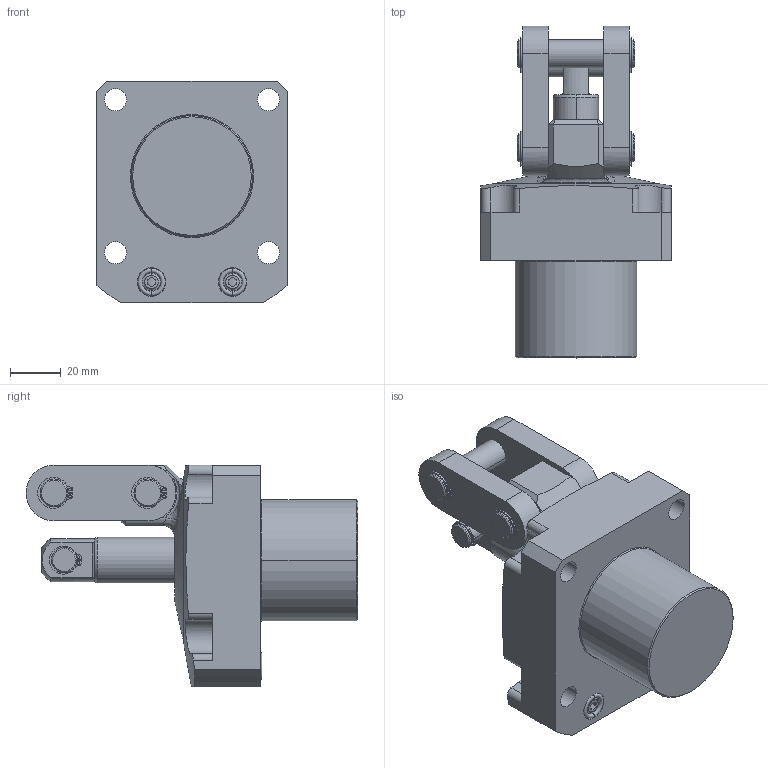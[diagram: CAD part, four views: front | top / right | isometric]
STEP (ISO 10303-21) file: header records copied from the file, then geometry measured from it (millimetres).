
FILE_DESCRIPTION((''),'2;1');
FILE_NAME('ILC16322200','2023-03-14T10:23:02',('rkuestersteffen'),(''),'CREO PARAMETRIC BY PTC INC, 2021164','CREO PARAMETRIC BY PTC INC, 2021164','');
FILE_SCHEMA(('AUTOMOTIVE_DESIGN { 1 0 10303 214 1 1 1 1 }'));
Length unit declared in the file: inch
Products named in the file (3): ILC16322200_BODY; ILC16322200_LUG; ILC16322200
Assembly tree (2 placements, depth 2):
  ILC16322200
    ILC16322200_BODY
    ILC16322200_LUG
Bounding box: 75.01 x 130.81 x 87.51 mm (x, y, z)
Volume: 303865 mm3; surface area: 56180.3 mm2
Topology: 2 solids, 8 shells, 376 faces, 950 edges, 612 vertices
Faces by surface type: cylinder 171, plane 130, cone 39, torus 26, sphere 6, bspline 4
Entity records: 15676 total; most frequent: CARTESIAN_POINT 2758, DIRECTION 2198, ORIENTED_EDGE 1884, PRESENTATION_STYLE_ASSIGNMENT 995, STYLED_ITEM 995, CURVE_STYLE 989, EDGE_CURVE 950, AXIS2_PLACEMENT_3D 876
